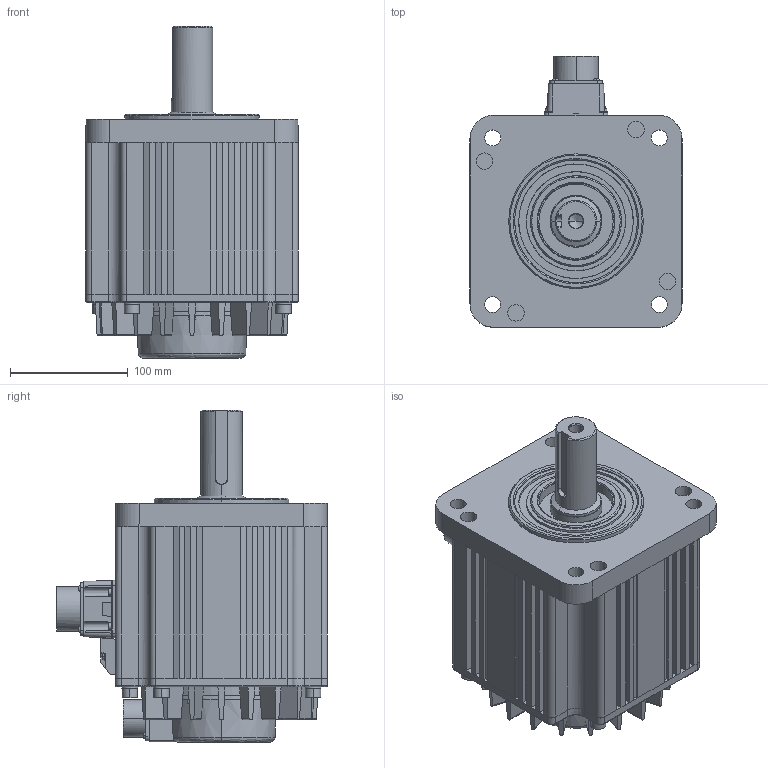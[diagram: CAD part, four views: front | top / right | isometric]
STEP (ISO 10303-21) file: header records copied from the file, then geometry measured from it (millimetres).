
FILE_DESCRIPTION (( 'STEP AP214' ), '1' );
FILE_NAME ('SV2M-x20B Coord fXT.STEP', '2020-07-13T19:56:28', ( '' ), ( '' ), 'SwSTEP 2.0', 'SolidWorks 2017', '' );
FILE_SCHEMA (( 'AUTOMOTIVE_DESIGN' ));
Length unit declared in the file: inch
Products named in the file (1): SV2M-x20B Coord fXT
Bounding box: 180 x 230.02 x 281.8 mm (x, y, z)
Volume: 5081249.9 mm3; surface area: 284908.6 mm2
Topology: 1 solids, 3 shells, 619 faces, 1539 edges, 990 vertices
Faces by surface type: plane 332, cylinder 192, cone 53, bspline 26, torus 16
Entity records: 29550 total; most frequent: CARTESIAN_POINT 16311, ORIENTED_EDGE 3074, DIRECTION 2096, EDGE_CURVE 1537, VERTEX_POINT 990, B_SPLINE_CURVE_WITH_KNOTS 717, AXIS2_PLACEMENT_3D 711, EDGE_LOOP 693
